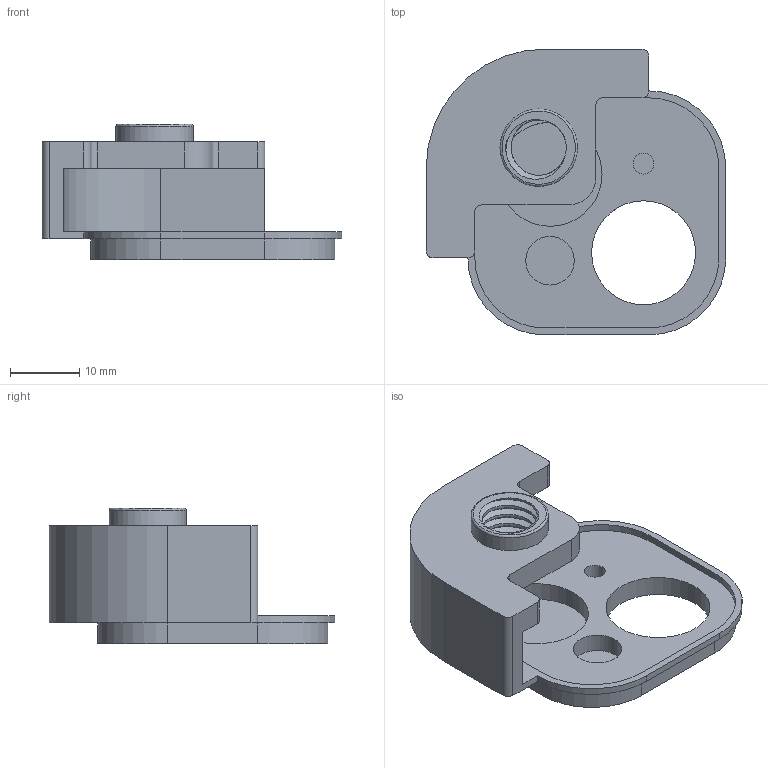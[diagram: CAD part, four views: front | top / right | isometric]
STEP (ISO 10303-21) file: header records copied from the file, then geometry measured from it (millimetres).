
FILE_DESCRIPTION(/* description */ (''),/* implementation_level */ '2;1');
FILE_NAME(/* name */ 'mount.step',/* time_stamp */ '2024-10-04T21:48:51-04:00',/* author */ (''),/* organization */ (''),/* preprocessor_version */ 'ST-DEVELOPER v20',/* originating_system */ 'Autodesk Translation Framework v13.20.0.188',/* authorisation */ '');
FILE_SCHEMA (('AUTOMOTIVE_DESIGN { 1 0 10303 214 3 1 1 }'));
Length unit declared in the file: inch
Products named in the file (1): Phone Mount
Bounding box: 43.2 x 41.2 x 19.54 mm (x, y, z)
Volume: 6087.9 mm3; surface area: 6178.5 mm2
Topology: 2 solids, 2 shells, 70 faces, 186 edges, 124 vertices
Faces by surface type: cylinder 35, plane 30, bspline 4, torus 1
Full cylindrical faces by diameter (mm): 3 x1, 7 x1, 7.976 x3, 9.525 x2, 11.176 x1, 15 x2
Entity records: 3161 total; most frequent: CARTESIAN_POINT 1363, ORIENTED_EDGE 372, DIRECTION 353, EDGE_CURVE 186, AXIS2_PLACEMENT_3D 125, VERTEX_POINT 124, LINE 103, VECTOR 103
